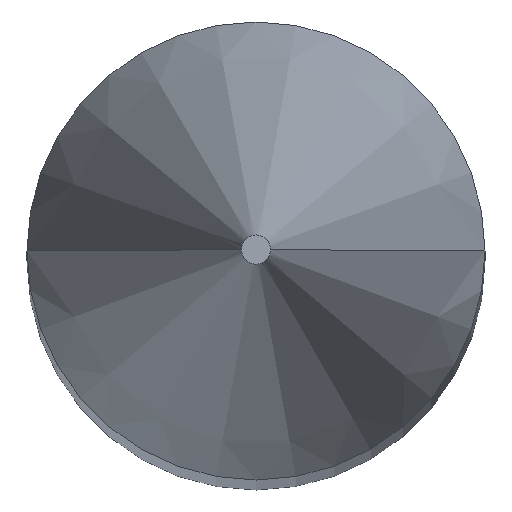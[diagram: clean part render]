
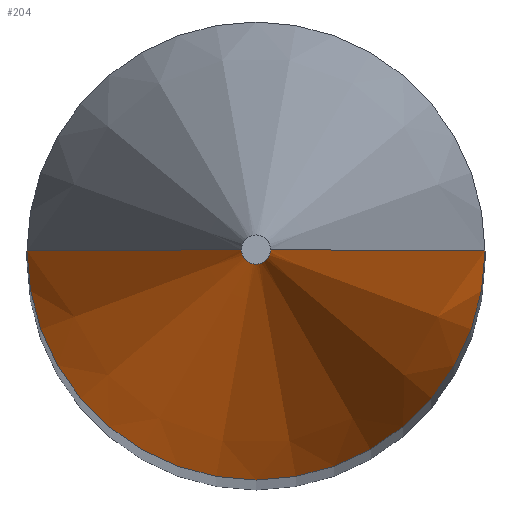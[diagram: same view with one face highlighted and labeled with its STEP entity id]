
A CAD part, top view. The second image highlights one B-rep face of the part: STEP entity #204.
In plain terms, the highlighted conical face has half-angle 15 degrees and reference radius 0.102 mm.
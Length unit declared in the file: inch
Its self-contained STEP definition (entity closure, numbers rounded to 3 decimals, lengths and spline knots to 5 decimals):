
#4 = VERTEX_POINT ( 'NONE', #103 ) ;
#6 = EDGE_CURVE ( 'NONE', #248, #31, #17, .T. ) ;
#10 = VERTEX_POINT ( 'NONE', #179 ) ;
#15 = CARTESIAN_POINT ( 'NONE',  ( 0., 0., 1.78168 ) ) ;
#17 = CIRCLE ( 'NONE', #194, 0.004 ) ;
#21 = VECTOR ( 'NONE', #148, 39.37008 ) ;
#28 = AXIS2_PLACEMENT_3D ( 'NONE', #133, #206, #191 ) ;
#31 = VERTEX_POINT ( 'NONE', #65 ) ;
#49 = EDGE_LOOP ( 'NONE', ( #240, #96, #117, #160 ) ) ;
#54 = LINE ( 'NONE', #75, #243 ) ;
#65 = CARTESIAN_POINT ( 'NONE',  ( -0.004, 0., 2. ) ) ;
#66 = LINE ( 'NONE', #186, #21 ) ;
#75 = CARTESIAN_POINT ( 'NONE',  ( 0.004, 0., 2. ) ) ;
#83 = EDGE_CURVE ( 'NONE', #31, #4, #66, .T. ) ;
#87 = DIRECTION ( 'NONE',  ( -1., 0., 0. ) ) ;
#96 = ORIENTED_EDGE ( 'NONE', *, *, #83, .T. ) ;
#98 = EDGE_CURVE ( 'NONE', #248, #10, #54, .T. ) ;
#100 = AXIS2_PLACEMENT_3D ( 'NONE', #15, #166, #245 ) ;
#103 = CARTESIAN_POINT ( 'NONE',  ( -0.0625, 0., 1.78168 ) ) ;
#117 = ORIENTED_EDGE ( 'NONE', *, *, #152, .F. ) ;
#132 = CONICAL_SURFACE ( 'NONE', #28, 0.004, 0.262 ) ;
#133 = CARTESIAN_POINT ( 'NONE',  ( 0., 0., 2. ) ) ;
#135 = DIRECTION ( 'NONE',  ( 0., 0., -1. ) ) ;
#148 = DIRECTION ( 'NONE',  ( -0.259, 0., -0.966 ) ) ;
#152 = EDGE_CURVE ( 'NONE', #10, #4, #188, .T. ) ;
#154 = CARTESIAN_POINT ( 'NONE',  ( 0.004, 0., 2. ) ) ;
#160 = ORIENTED_EDGE ( 'NONE', *, *, #98, .F. ) ;
#166 = DIRECTION ( 'NONE',  ( 0., 0., -1. ) ) ;
#172 = FACE_OUTER_BOUND ( 'NONE', #49, .T. ) ;
#179 = CARTESIAN_POINT ( 'NONE',  ( 0.0625, 0., 1.78168 ) ) ;
#182 = CARTESIAN_POINT ( 'NONE',  ( 0., 0., 2. ) ) ;
#186 = CARTESIAN_POINT ( 'NONE',  ( -0.004, 0., 2. ) ) ;
#188 = CIRCLE ( 'NONE', #100, 0.0625 ) ;
#191 = DIRECTION ( 'NONE',  ( 1., 0., 0. ) ) ;
#194 = AXIS2_PLACEMENT_3D ( 'NONE', #182, #135, #87 ) ;
#204 = ADVANCED_FACE ( 'NONE', ( #172 ), #132, .T. ) ;
#206 = DIRECTION ( 'NONE',  ( 0., 0., -1. ) ) ;
#225 = DIRECTION ( 'NONE',  ( 0.259, 0., -0.966 ) ) ;
#240 = ORIENTED_EDGE ( 'NONE', *, *, #6, .T. ) ;
#243 = VECTOR ( 'NONE', #225, 39.37008 ) ;
#245 = DIRECTION ( 'NONE',  ( -1., 0., 0. ) ) ;
#248 = VERTEX_POINT ( 'NONE', #154 ) ;
